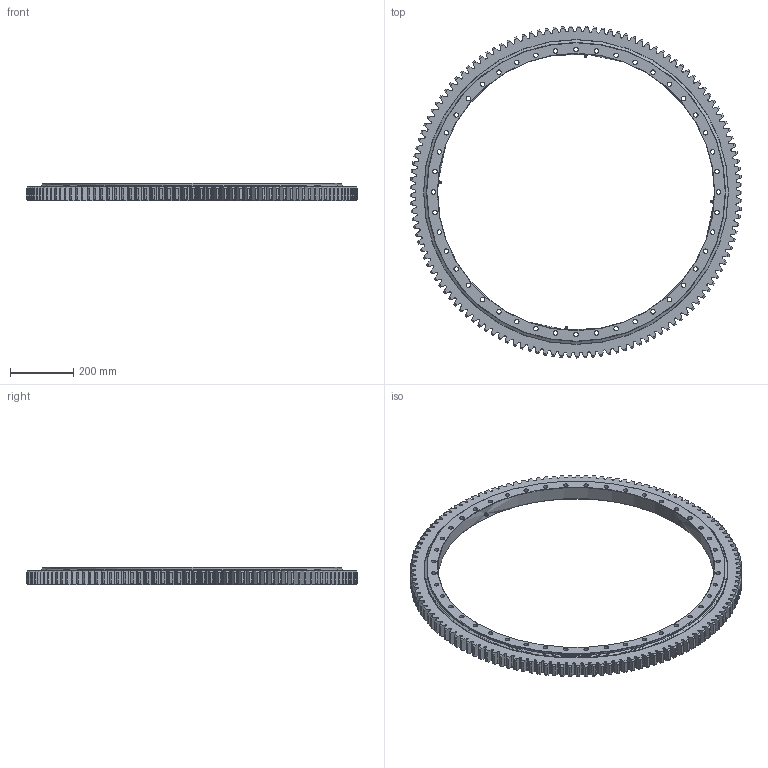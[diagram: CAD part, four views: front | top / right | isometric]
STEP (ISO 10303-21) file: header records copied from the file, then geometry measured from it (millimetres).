
FILE_DESCRIPTION (( 'STEP AP214' ), '1' );
FILE_NAME ('E.1050.20.00.B.STEP', '2017-07-27T11:13:30', ( '' ), ( '' ), 'SwSTEP 2.0', 'SolidWorks 2015', '' );
FILE_SCHEMA (( 'AUTOMOTIVE_DESIGN' ));
Length unit declared in the file: millimetre
Products named in the file (7): Grease nipple M8x1mm; C.1046.B20B.A3N.0 - OR Seal; C.1046.B20B.A3N.0 - IR Seal; Ball D20; C.1046.B20B.A3N.0 - OR; C.1046.B20B.A3N.0 - IR; E.1050.20.00.B
Assembly tree (135 placements, depth 2):
  E.1050.20.00.B
    C.1046.B20B.A3N.0 - IR
    C.1046.B20B.A3N.0 - OR
    Ball D20  x127
    C.1046.B20B.A3N.0 - IR Seal
    C.1046.B20B.A3N.0 - OR Seal
    Grease nipple M8x1mm  x4
Bounding box: 1046.06 x 1046.07 x 56 mm (x, y, z)
Volume: 9588314.6 mm3; surface area: 1740594.7 mm2
Topology: 135 solids, 135 shells, 1899 faces, 5531 edges, 3618 vertices
Faces by surface type: bspline 645, cone 431, cylinder 344, sphere 254, plane 183, torus 42
Entity records: 57001 total; most frequent: CARTESIAN_POINT 19925, ORIENTED_EDGE 8680, DIRECTION 5333, EDGE_CURVE 4340, VERTEX_POINT 2859, B_SPLINE_CURVE_WITH_KNOTS 2096, AXIS2_PLACEMENT_3D 2051, EDGE_LOOP 1695
